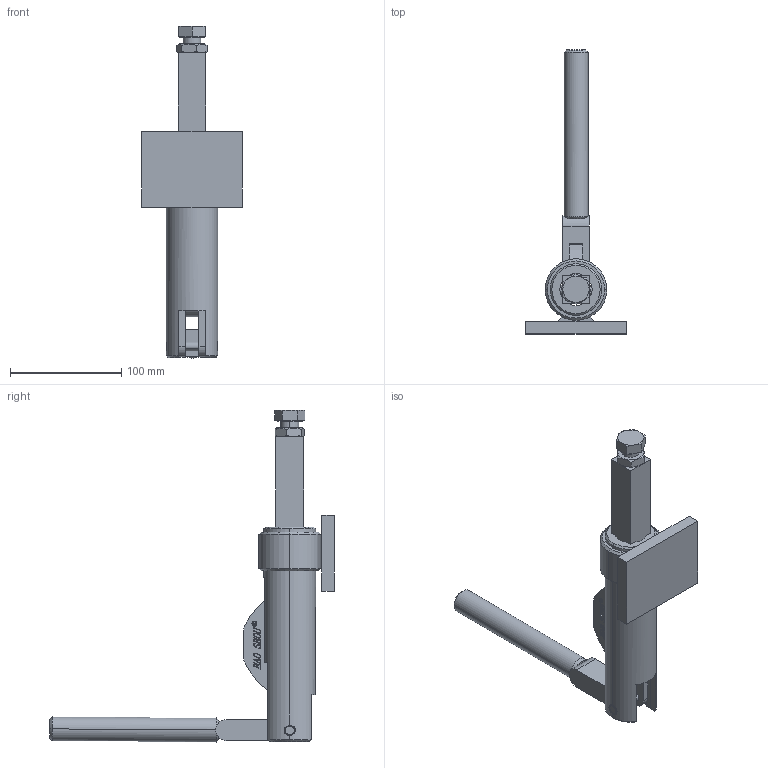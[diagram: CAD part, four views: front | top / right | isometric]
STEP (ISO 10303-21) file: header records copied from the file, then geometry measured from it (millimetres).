
FILE_DESCRIPTION (( 'STEP AP203' ), '1' );
FILE_NAME ('HS-30619M .STEP', '2019-08-08T10:45:45', ( '微软用户' ), ( '微软中国' ), 'SwSTEP 2.0', 'SolidWorks 2012', '' );
FILE_SCHEMA (( 'CONFIG_CONTROL_DESIGN' ));
Length unit declared in the file: millimetre
Products named in the file (10): 菁釱; 盓殤; 蟀裝; 忒參; 挴裝; hex thin nuts-grades ab-chamfered gb_GB_FASTENER_NUT_STNAB M16-N; hexagon head bolts-full thread gb_GB_FASTENER_BOLT_STBAB A M16X50-N; 种1; 种2; HS-30619M 
Assembly tree (10 placements, depth 2):
  HS-30619M 
    菁釱
    盓殤
    蟀裝
    忒參
    挴裝
    hex thin nuts-grades ab-chamfered gb_GB_FASTENER_NUT_STNAB M16-N
    hexagon head bolts-full thread gb_GB_FASTENER_BOLT_STBAB A M16X50-N
    种1
    种2  x2
Bounding box: 90.5 x 255.85 x 298.65 mm (x, y, z)
Volume: 496194.6 mm3; surface area: 132321.1 mm2
Topology: 10 solids, 10 shells, 537 faces, 1432 edges, 940 vertices
Faces by surface type: plane 275, bspline 149, cylinder 68, cone 41, torus 4
Entity records: 25399 total; most frequent: CARTESIAN_POINT 12007, ORIENTED_EDGE 2832, DIRECTION 2033, EDGE_CURVE 1416, VERTEX_POINT 932, LINE 873, VECTOR 873, EDGE_LOOP 582
